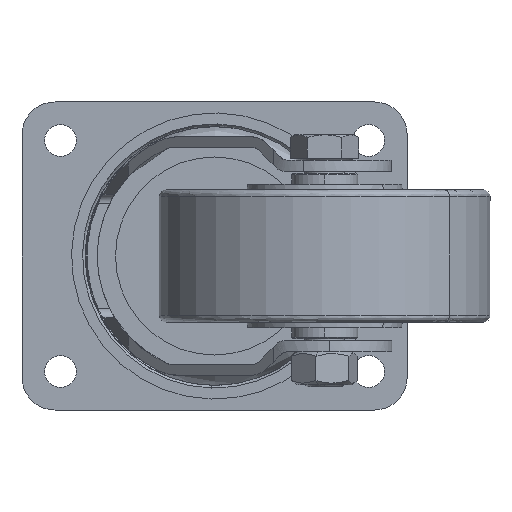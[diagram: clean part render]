
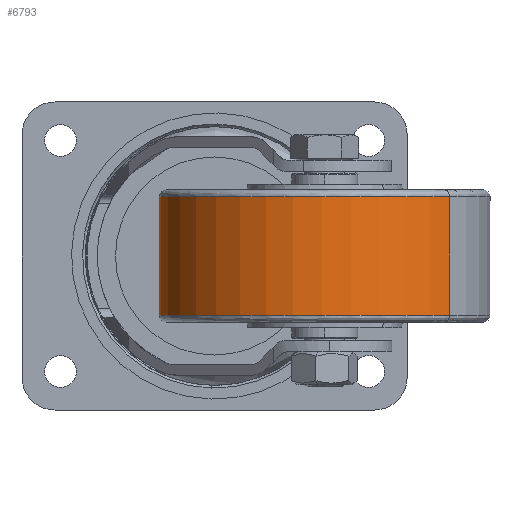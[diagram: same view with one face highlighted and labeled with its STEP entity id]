
A CAD part, front view. The second image highlights one B-rep face of the part: STEP entity #6793.
In plain terms, the highlighted cylindrical face has radius 75.131 mm (diameter 150.262 mm), a partial arc.
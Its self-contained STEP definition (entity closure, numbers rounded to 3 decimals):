
#1089 = EDGE_LOOP ( 'NONE', ( #35728, #11014, #11917, #19934 ) ) ;
#1496 = CARTESIAN_POINT ( 'NONE',  ( 106.742, -184.245, -27.005 ) ) ;
#1958 = VECTOR ( 'NONE', #34413, 1000. ) ;
#3201 = CARTESIAN_POINT ( 'NONE',  ( -6.742, -85.755, -0.005 ) ) ;
#4948 = LINE ( 'NONE', #3201, #14217 ) ;
#6793 = ADVANCED_FACE ( 'NONE', ( #24692 ), #28582, .T. ) ;
#7745 = VERTEX_POINT ( 'NONE', #11318 ) ;
#8998 = EDGE_CURVE ( 'NONE', #38648, #32453, #4948, .T. ) ;
#10883 = CARTESIAN_POINT ( 'NONE',  ( 50., -135., -0.005 ) ) ;
#11014 = ORIENTED_EDGE ( 'NONE', *, *, #8998, .T. ) ;
#11099 = EDGE_CURVE ( 'NONE', #7745, #38648, #28936, .T. ) ;
#11283 = DIRECTION ( 'NONE',  ( 0.755, -0.655, 0. ) ) ;
#11318 = CARTESIAN_POINT ( 'NONE',  ( 106.742, -184.245, 26.995 ) ) ;
#11917 = ORIENTED_EDGE ( 'NONE', *, *, #38822, .T. ) ;
#14217 = VECTOR ( 'NONE', #31211, 1000. ) ;
#15369 = CARTESIAN_POINT ( 'NONE',  ( 50., -135., 26.995 ) ) ;
#15926 = CARTESIAN_POINT ( 'NONE',  ( -6.742, -85.755, -27.005 ) ) ;
#17596 = DIRECTION ( 'NONE',  ( 0., 0., -1. ) ) ;
#18261 = VERTEX_POINT ( 'NONE', #1496 ) ;
#18522 = LINE ( 'NONE', #21937, #1958 ) ;
#19721 = AXIS2_PLACEMENT_3D ( 'NONE', #15369, #24757, #34521 ) ;
#19934 = ORIENTED_EDGE ( 'NONE', *, *, #35625, .F. ) ;
#21036 = AXIS2_PLACEMENT_3D ( 'NONE', #34449, #28458, #21839 ) ;
#21839 = DIRECTION ( 'NONE',  ( 0.755, -0.655, 0. ) ) ;
#21937 = CARTESIAN_POINT ( 'NONE',  ( 106.742, -184.245, -0.005 ) ) ;
#24692 = FACE_OUTER_BOUND ( 'NONE', #1089, .T. ) ;
#24757 = DIRECTION ( 'NONE',  ( 0., 0., -1. ) ) ;
#27103 = CARTESIAN_POINT ( 'NONE',  ( -6.742, -85.755, 26.995 ) ) ;
#27992 = CIRCLE ( 'NONE', #21036, 75.131 ) ;
#28458 = DIRECTION ( 'NONE',  ( 0., 0., 1. ) ) ;
#28582 = CYLINDRICAL_SURFACE ( 'NONE', #39172, 75.131 ) ;
#28936 = CIRCLE ( 'NONE', #19721, 75.131 ) ;
#31211 = DIRECTION ( 'NONE',  ( 0., 0., -1. ) ) ;
#32453 = VERTEX_POINT ( 'NONE', #15926 ) ;
#34413 = DIRECTION ( 'NONE',  ( 0., 0., -1. ) ) ;
#34449 = CARTESIAN_POINT ( 'NONE',  ( 50., -135., -27.005 ) ) ;
#34521 = DIRECTION ( 'NONE',  ( 0.755, -0.655, 0. ) ) ;
#35625 = EDGE_CURVE ( 'NONE', #7745, #18261, #18522, .T. ) ;
#35728 = ORIENTED_EDGE ( 'NONE', *, *, #11099, .T. ) ;
#38648 = VERTEX_POINT ( 'NONE', #27103 ) ;
#38822 = EDGE_CURVE ( 'NONE', #32453, #18261, #27992, .T. ) ;
#39172 = AXIS2_PLACEMENT_3D ( 'NONE', #10883, #17596, #11283 ) ;
